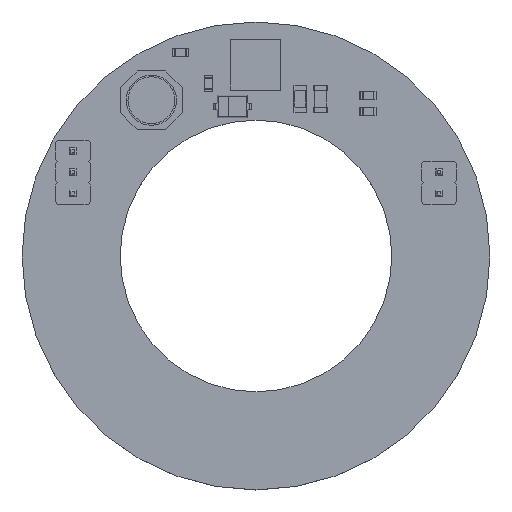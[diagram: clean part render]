
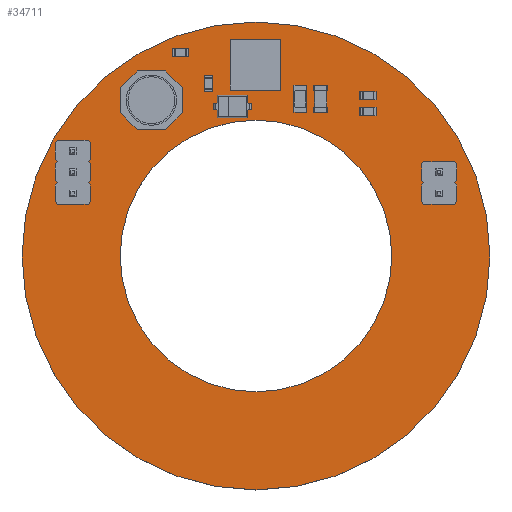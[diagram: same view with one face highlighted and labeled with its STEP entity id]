
A CAD part, top view. The second image highlights one B-rep face of the part: STEP entity #34711.
In plain terms, the highlighted planar face has unit normal (0, 0, 1).
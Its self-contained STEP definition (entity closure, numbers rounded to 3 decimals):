
#34440 = VERTEX_POINT('',#34441);
#34441 = CARTESIAN_POINT('',(14.,0.,1.6));
#34448 = CYLINDRICAL_SURFACE('',#34449,14.);
#34449 = AXIS2_PLACEMENT_3D('',#34450,#34451,#34452);
#34450 = CARTESIAN_POINT('',(0.,0.,0.));
#34451 = DIRECTION('',(0.,0.,-1.));
#34452 = DIRECTION('',(1.,0.,0.));
#34467 = EDGE_CURVE('',#34440,#34440,#34468,.T.);
#34468 = SURFACE_CURVE('',#34469,(#34474,#34481),.PCURVE_S1.);
#34469 = CIRCLE('',#34470,14.);
#34470 = AXIS2_PLACEMENT_3D('',#34471,#34472,#34473);
#34471 = CARTESIAN_POINT('',(0.,0.,1.6));
#34472 = DIRECTION('',(0.,0.,1.));
#34473 = DIRECTION('',(1.,0.,0.));
#34474 = PCURVE('',#34448,#34475);
#34475 = DEFINITIONAL_REPRESENTATION('',(#34476),#34480);
#34476 = LINE('',#34477,#34478);
#34477 = CARTESIAN_POINT('',(0.,-1.6));
#34478 = VECTOR('',#34479,1.);
#34479 = DIRECTION('',(-1.,0.));
#34480 = ( GEOMETRIC_REPRESENTATION_CONTEXT(2) 
PARAMETRIC_REPRESENTATION_CONTEXT() REPRESENTATION_CONTEXT('2D SPACE',''
  ) );
#34481 = PCURVE('',#34482,#34487);
#34482 = PLANE('',#34483);
#34483 = AXIS2_PLACEMENT_3D('',#34484,#34485,#34486);
#34484 = CARTESIAN_POINT('',(0.,0.,
    1.6));
#34485 = DIRECTION('',(0.,0.,1.));
#34486 = DIRECTION('',(1.,0.,0.));
#34487 = DEFINITIONAL_REPRESENTATION('',(#34488),#34492);
#34488 = CIRCLE('',#34489,14.);
#34489 = AXIS2_PLACEMENT_2D('',#34490,#34491);
#34490 = CARTESIAN_POINT('',(0.,0.));
#34491 = DIRECTION('',(1.,0.));
#34492 = ( GEOMETRIC_REPRESENTATION_CONTEXT(2) 
PARAMETRIC_REPRESENTATION_CONTEXT() REPRESENTATION_CONTEXT('2D SPACE',''
  ) );
#34545 = CYLINDRICAL_SURFACE('',#34546,0.325);
#34546 = AXIS2_PLACEMENT_3D('',#34547,#34548,#34549);
#34547 = CARTESIAN_POINT('',(10.962,3.74,-0.8));
#34548 = DIRECTION('',(0.,0.,1.));
#34549 = DIRECTION('',(1.,0.,0.));
#34576 = CYLINDRICAL_SURFACE('',#34577,0.325);
#34577 = AXIS2_PLACEMENT_3D('',#34578,#34579,#34580);
#34578 = CARTESIAN_POINT('',(10.962,5.01,-0.8));
#34579 = DIRECTION('',(0.,0.,1.));
#34580 = DIRECTION('',(1.,0.,0.));
#34607 = CYLINDRICAL_SURFACE('',#34608,8.128);
#34608 = AXIS2_PLACEMENT_3D('',#34609,#34610,#34611);
#34609 = CARTESIAN_POINT('',(0.,0.,0.));
#34610 = DIRECTION('',(0.,0.,-1.));
#34611 = DIRECTION('',(1.,0.,0.));
#34638 = CYLINDRICAL_SURFACE('',#34639,0.325);
#34639 = AXIS2_PLACEMENT_3D('',#34640,#34641,#34642);
#34640 = CARTESIAN_POINT('',(-10.97,3.74,-0.8));
#34641 = DIRECTION('',(0.,0.,1.));
#34642 = DIRECTION('',(1.,0.,0.));
#34669 = CYLINDRICAL_SURFACE('',#34670,0.325);
#34670 = AXIS2_PLACEMENT_3D('',#34671,#34672,#34673);
#34671 = CARTESIAN_POINT('',(-10.97,5.01,-0.8));
#34672 = DIRECTION('',(0.,0.,1.));
#34673 = DIRECTION('',(1.,0.,0.));
#34700 = CYLINDRICAL_SURFACE('',#34701,0.325);
#34701 = AXIS2_PLACEMENT_3D('',#34702,#34703,#34704);
#34702 = CARTESIAN_POINT('',(-10.97,6.28,-0.8));
#34703 = DIRECTION('',(0.,0.,1.));
#34704 = DIRECTION('',(1.,0.,0.));
#34711 = ADVANCED_FACE('',(#34712,#34715,#34741,#34767,#34793,#34819,
    #34845),#34482,.T.);
#34712 = FACE_BOUND('',#34713,.T.);
#34713 = EDGE_LOOP('',(#34714));
#34714 = ORIENTED_EDGE('',*,*,#34467,.T.);
#34715 = FACE_BOUND('',#34716,.T.);
#34716 = EDGE_LOOP('',(#34717));
#34717 = ORIENTED_EDGE('',*,*,#34718,.F.);
#34718 = EDGE_CURVE('',#34719,#34719,#34721,.T.);
#34719 = VERTEX_POINT('',#34720);
#34720 = CARTESIAN_POINT('',(-10.645,3.74,1.6));
#34721 = SURFACE_CURVE('',#34722,(#34727,#34734),.PCURVE_S1.);
#34722 = CIRCLE('',#34723,0.325);
#34723 = AXIS2_PLACEMENT_3D('',#34724,#34725,#34726);
#34724 = CARTESIAN_POINT('',(-10.97,3.74,1.6));
#34725 = DIRECTION('',(0.,0.,1.));
#34726 = DIRECTION('',(1.,0.,0.));
#34727 = PCURVE('',#34482,#34728);
#34728 = DEFINITIONAL_REPRESENTATION('',(#34729),#34733);
#34729 = CIRCLE('',#34730,0.325);
#34730 = AXIS2_PLACEMENT_2D('',#34731,#34732);
#34731 = CARTESIAN_POINT('',(-10.97,3.74));
#34732 = DIRECTION('',(1.,0.));
#34733 = ( GEOMETRIC_REPRESENTATION_CONTEXT(2) 
PARAMETRIC_REPRESENTATION_CONTEXT() REPRESENTATION_CONTEXT('2D SPACE',''
  ) );
#34734 = PCURVE('',#34638,#34735);
#34735 = DEFINITIONAL_REPRESENTATION('',(#34736),#34740);
#34736 = LINE('',#34737,#34738);
#34737 = CARTESIAN_POINT('',(0.,2.4));
#34738 = VECTOR('',#34739,1.);
#34739 = DIRECTION('',(1.,0.));
#34740 = ( GEOMETRIC_REPRESENTATION_CONTEXT(2) 
PARAMETRIC_REPRESENTATION_CONTEXT() REPRESENTATION_CONTEXT('2D SPACE',''
  ) );
#34741 = FACE_BOUND('',#34742,.T.);
#34742 = EDGE_LOOP('',(#34743));
#34743 = ORIENTED_EDGE('',*,*,#34744,.F.);
#34744 = EDGE_CURVE('',#34745,#34745,#34747,.T.);
#34745 = VERTEX_POINT('',#34746);
#34746 = CARTESIAN_POINT('',(-10.645,5.01,1.6));
#34747 = SURFACE_CURVE('',#34748,(#34753,#34760),.PCURVE_S1.);
#34748 = CIRCLE('',#34749,0.325);
#34749 = AXIS2_PLACEMENT_3D('',#34750,#34751,#34752);
#34750 = CARTESIAN_POINT('',(-10.97,5.01,1.6));
#34751 = DIRECTION('',(0.,0.,1.));
#34752 = DIRECTION('',(1.,0.,0.));
#34753 = PCURVE('',#34482,#34754);
#34754 = DEFINITIONAL_REPRESENTATION('',(#34755),#34759);
#34755 = CIRCLE('',#34756,0.325);
#34756 = AXIS2_PLACEMENT_2D('',#34757,#34758);
#34757 = CARTESIAN_POINT('',(-10.97,5.01));
#34758 = DIRECTION('',(1.,0.));
#34759 = ( GEOMETRIC_REPRESENTATION_CONTEXT(2) 
PARAMETRIC_REPRESENTATION_CONTEXT() REPRESENTATION_CONTEXT('2D SPACE',''
  ) );
#34760 = PCURVE('',#34669,#34761);
#34761 = DEFINITIONAL_REPRESENTATION('',(#34762),#34766);
#34762 = LINE('',#34763,#34764);
#34763 = CARTESIAN_POINT('',(0.,2.4));
#34764 = VECTOR('',#34765,1.);
#34765 = DIRECTION('',(1.,0.));
#34766 = ( GEOMETRIC_REPRESENTATION_CONTEXT(2) 
PARAMETRIC_REPRESENTATION_CONTEXT() REPRESENTATION_CONTEXT('2D SPACE',''
  ) );
#34767 = FACE_BOUND('',#34768,.T.);
#34768 = EDGE_LOOP('',(#34769));
#34769 = ORIENTED_EDGE('',*,*,#34770,.F.);
#34770 = EDGE_CURVE('',#34771,#34771,#34773,.T.);
#34771 = VERTEX_POINT('',#34772);
#34772 = CARTESIAN_POINT('',(-10.645,6.28,1.6));
#34773 = SURFACE_CURVE('',#34774,(#34779,#34786),.PCURVE_S1.);
#34774 = CIRCLE('',#34775,0.325);
#34775 = AXIS2_PLACEMENT_3D('',#34776,#34777,#34778);
#34776 = CARTESIAN_POINT('',(-10.97,6.28,1.6));
#34777 = DIRECTION('',(0.,0.,1.));
#34778 = DIRECTION('',(1.,0.,0.));
#34779 = PCURVE('',#34482,#34780);
#34780 = DEFINITIONAL_REPRESENTATION('',(#34781),#34785);
#34781 = CIRCLE('',#34782,0.325);
#34782 = AXIS2_PLACEMENT_2D('',#34783,#34784);
#34783 = CARTESIAN_POINT('',(-10.97,6.28));
#34784 = DIRECTION('',(1.,0.));
#34785 = ( GEOMETRIC_REPRESENTATION_CONTEXT(2) 
PARAMETRIC_REPRESENTATION_CONTEXT() REPRESENTATION_CONTEXT('2D SPACE',''
  ) );
#34786 = PCURVE('',#34700,#34787);
#34787 = DEFINITIONAL_REPRESENTATION('',(#34788),#34792);
#34788 = LINE('',#34789,#34790);
#34789 = CARTESIAN_POINT('',(0.,2.4));
#34790 = VECTOR('',#34791,1.);
#34791 = DIRECTION('',(1.,0.));
#34792 = ( GEOMETRIC_REPRESENTATION_CONTEXT(2) 
PARAMETRIC_REPRESENTATION_CONTEXT() REPRESENTATION_CONTEXT('2D SPACE',''
  ) );
#34793 = FACE_BOUND('',#34794,.T.);
#34794 = EDGE_LOOP('',(#34795));
#34795 = ORIENTED_EDGE('',*,*,#34796,.F.);
#34796 = EDGE_CURVE('',#34797,#34797,#34799,.T.);
#34797 = VERTEX_POINT('',#34798);
#34798 = CARTESIAN_POINT('',(11.287,3.74,1.6));
#34799 = SURFACE_CURVE('',#34800,(#34805,#34812),.PCURVE_S1.);
#34800 = CIRCLE('',#34801,0.325);
#34801 = AXIS2_PLACEMENT_3D('',#34802,#34803,#34804);
#34802 = CARTESIAN_POINT('',(10.962,3.74,1.6));
#34803 = DIRECTION('',(0.,0.,1.));
#34804 = DIRECTION('',(1.,0.,0.));
#34805 = PCURVE('',#34482,#34806);
#34806 = DEFINITIONAL_REPRESENTATION('',(#34807),#34811);
#34807 = CIRCLE('',#34808,0.325);
#34808 = AXIS2_PLACEMENT_2D('',#34809,#34810);
#34809 = CARTESIAN_POINT('',(10.962,3.74));
#34810 = DIRECTION('',(1.,0.));
#34811 = ( GEOMETRIC_REPRESENTATION_CONTEXT(2) 
PARAMETRIC_REPRESENTATION_CONTEXT() REPRESENTATION_CONTEXT('2D SPACE',''
  ) );
#34812 = PCURVE('',#34545,#34813);
#34813 = DEFINITIONAL_REPRESENTATION('',(#34814),#34818);
#34814 = LINE('',#34815,#34816);
#34815 = CARTESIAN_POINT('',(0.,2.4));
#34816 = VECTOR('',#34817,1.);
#34817 = DIRECTION('',(1.,0.));
#34818 = ( GEOMETRIC_REPRESENTATION_CONTEXT(2) 
PARAMETRIC_REPRESENTATION_CONTEXT() REPRESENTATION_CONTEXT('2D SPACE',''
  ) );
#34819 = FACE_BOUND('',#34820,.T.);
#34820 = EDGE_LOOP('',(#34821));
#34821 = ORIENTED_EDGE('',*,*,#34822,.F.);
#34822 = EDGE_CURVE('',#34823,#34823,#34825,.T.);
#34823 = VERTEX_POINT('',#34824);
#34824 = CARTESIAN_POINT('',(11.287,5.01,1.6));
#34825 = SURFACE_CURVE('',#34826,(#34831,#34838),.PCURVE_S1.);
#34826 = CIRCLE('',#34827,0.325);
#34827 = AXIS2_PLACEMENT_3D('',#34828,#34829,#34830);
#34828 = CARTESIAN_POINT('',(10.962,5.01,1.6));
#34829 = DIRECTION('',(0.,0.,1.));
#34830 = DIRECTION('',(1.,0.,0.));
#34831 = PCURVE('',#34482,#34832);
#34832 = DEFINITIONAL_REPRESENTATION('',(#34833),#34837);
#34833 = CIRCLE('',#34834,0.325);
#34834 = AXIS2_PLACEMENT_2D('',#34835,#34836);
#34835 = CARTESIAN_POINT('',(10.962,5.01));
#34836 = DIRECTION('',(1.,0.));
#34837 = ( GEOMETRIC_REPRESENTATION_CONTEXT(2) 
PARAMETRIC_REPRESENTATION_CONTEXT() REPRESENTATION_CONTEXT('2D SPACE',''
  ) );
#34838 = PCURVE('',#34576,#34839);
#34839 = DEFINITIONAL_REPRESENTATION('',(#34840),#34844);
#34840 = LINE('',#34841,#34842);
#34841 = CARTESIAN_POINT('',(0.,2.4));
#34842 = VECTOR('',#34843,1.);
#34843 = DIRECTION('',(1.,0.));
#34844 = ( GEOMETRIC_REPRESENTATION_CONTEXT(2) 
PARAMETRIC_REPRESENTATION_CONTEXT() REPRESENTATION_CONTEXT('2D SPACE',''
  ) );
#34845 = FACE_BOUND('',#34846,.T.);
#34846 = EDGE_LOOP('',(#34847));
#34847 = ORIENTED_EDGE('',*,*,#34848,.F.);
#34848 = EDGE_CURVE('',#34849,#34849,#34851,.T.);
#34849 = VERTEX_POINT('',#34850);
#34850 = CARTESIAN_POINT('',(8.128,0.,1.6));
#34851 = SURFACE_CURVE('',#34852,(#34857,#34864),.PCURVE_S1.);
#34852 = CIRCLE('',#34853,8.128);
#34853 = AXIS2_PLACEMENT_3D('',#34854,#34855,#34856);
#34854 = CARTESIAN_POINT('',(0.,0.,1.6));
#34855 = DIRECTION('',(0.,0.,1.));
#34856 = DIRECTION('',(1.,0.,0.));
#34857 = PCURVE('',#34482,#34858);
#34858 = DEFINITIONAL_REPRESENTATION('',(#34859),#34863);
#34859 = CIRCLE('',#34860,8.128);
#34860 = AXIS2_PLACEMENT_2D('',#34861,#34862);
#34861 = CARTESIAN_POINT('',(0.,0.));
#34862 = DIRECTION('',(1.,0.));
#34863 = ( GEOMETRIC_REPRESENTATION_CONTEXT(2) 
PARAMETRIC_REPRESENTATION_CONTEXT() REPRESENTATION_CONTEXT('2D SPACE',''
  ) );
#34864 = PCURVE('',#34607,#34865);
#34865 = DEFINITIONAL_REPRESENTATION('',(#34866),#34870);
#34866 = LINE('',#34867,#34868);
#34867 = CARTESIAN_POINT('',(0.,-1.6));
#34868 = VECTOR('',#34869,1.);
#34869 = DIRECTION('',(-1.,0.));
#34870 = ( GEOMETRIC_REPRESENTATION_CONTEXT(2) 
PARAMETRIC_REPRESENTATION_CONTEXT() REPRESENTATION_CONTEXT('2D SPACE',''
  ) );
